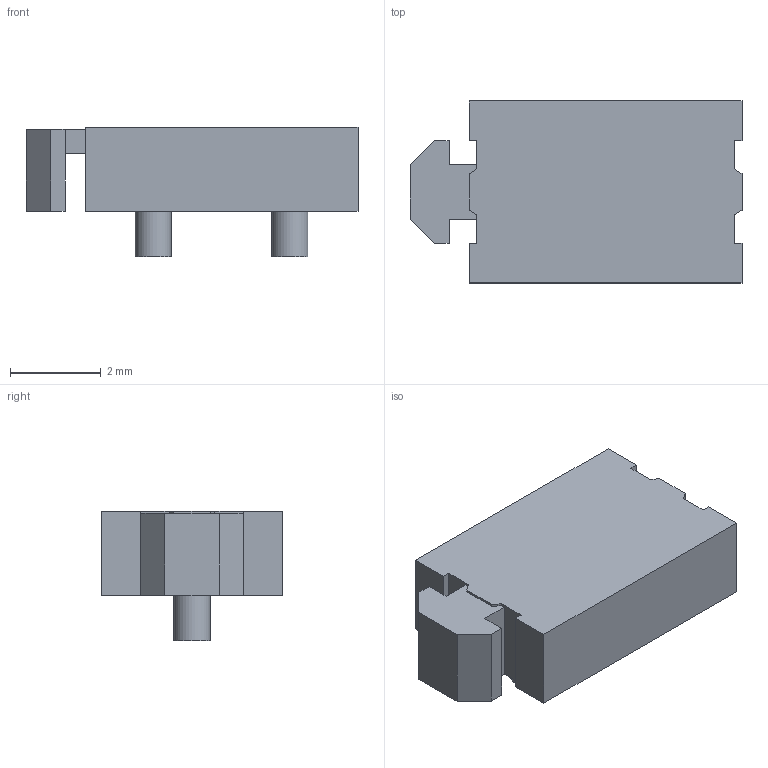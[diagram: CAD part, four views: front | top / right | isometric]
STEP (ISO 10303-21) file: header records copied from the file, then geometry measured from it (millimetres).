
FILE_DESCRIPTION(('FreeCAD Model'),'2;1');
FILE_NAME('Open CASCADE Shape Model','2025-01-19T21:29:00',(''),(''), 'Open CASCADE STEP processor 7.8','FreeCAD','Unknown');
FILE_SCHEMA(('AUTOMOTIVE_DESIGN { 1 0 10303 214 1 1 1 1 }'));
Length unit declared in the file: millimetre
Products named in the file (1): Pad002
Bounding box: 7.3 x 4 x 2.85 mm (x, y, z)
Volume: 47.9 mm3; surface area: 105.1 mm2
Topology: 1 solids, 1 shells, 38 faces, 102 edges, 68 vertices
Faces by surface type: plane 36, cylinder 2
Full cylindrical faces by diameter (mm): 0.8 x2
Entity records: 1192 total; most frequent: CARTESIAN_POINT 209, ORIENTED_EDGE 204, DIRECTION 184, EDGE_CURVE 102, LINE 98, VECTOR 98, VERTEX_POINT 68, AXIS2_PLACEMENT_3D 43
